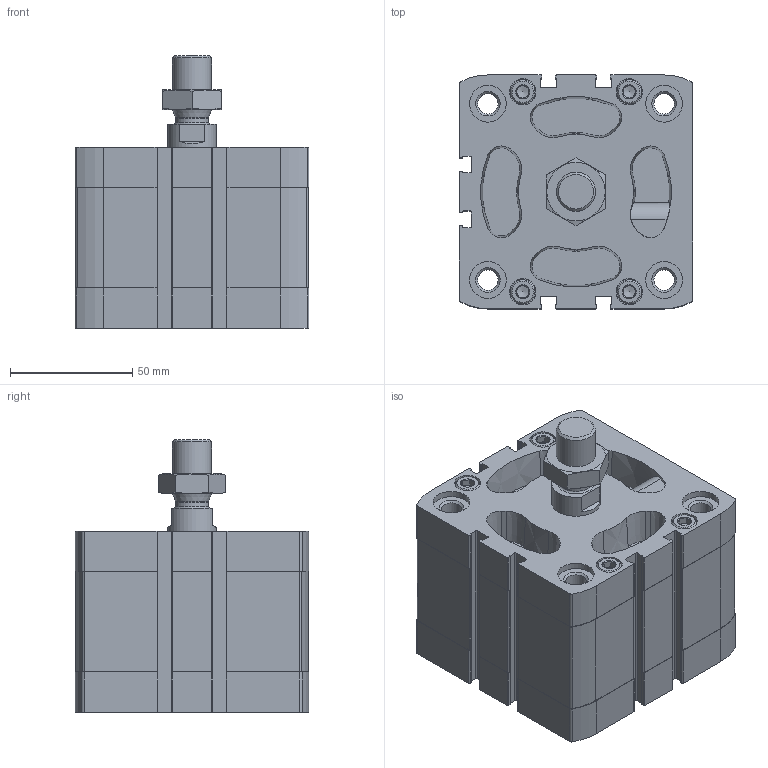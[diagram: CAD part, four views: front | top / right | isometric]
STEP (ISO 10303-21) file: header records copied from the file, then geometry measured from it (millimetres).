
FILE_DESCRIPTION(/* description */ ('STEP AP214'),/* implementation_level */ '2;1');
FILE_NAME(/* name */ '572729_ADN-80-20-A-PPS-A',/* time_stamp */ '2024-07-30T18:48:13+02:00',/* author */ ('License CC BY-ND 4.0'),/* organization */ ('CADENAS'),/* preprocessor_version */ 'ST-DEVELOPER v19.3',/* originating_system */ 'PARTsolutions',/* authorisation */ ' ');
FILE_SCHEMA (('AUTOMOTIVE_DESIGN {1 0 10303 214 3 1 1}'));
Length unit declared in the file: millimetre
Products named in the file (4): 572729 ADN-80-20-A-PPS-A---(asm_0); 536351 ADN-20-PPS---(Z); 536351 ADN-20-PPS-A_(KS); DIN-439-B - M16x1.5(F)
Assembly tree (3 placements, depth 2):
  572729 ADN-80-20-A-PPS-A---(asm_0)
    536351 ADN-20-PPS---(Z)
    536351 ADN-20-PPS-A_(KS)
    DIN-439-B - M16x1.5(F)
Bounding box: 95.5 x 95.5 x 111.4 mm (x, y, z)
Volume: 495320.1 mm3; surface area: 113706.9 mm2
Topology: 3 solids, 3 shells, 497 faces, 1262 edges, 818 vertices
Faces by surface type: plane 263, cylinder 144, cone 88, torus 2
Full cylindrical faces by diameter (mm): 8.376 x8, 8.566 x2, 9 x4, 10 x8, 10.7 x8, 12 x1, 13.5 x1, 14.376 x1, 15 x8, 16 x1, 20 x2, 80 x2
Entity records: 14604 total; most frequent: CARTESIAN_POINT 2719, DIRECTION 2542, ORIENTED_EDGE 2288, EDGE_CURVE 1144, AXIS2_PLACEMENT_3D 967, VERTEX_POINT 796, FACE_BOUND 650, EDGE_LOOP 642
